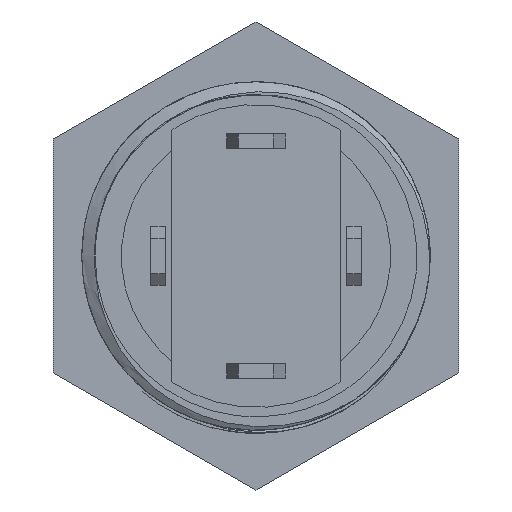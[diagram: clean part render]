
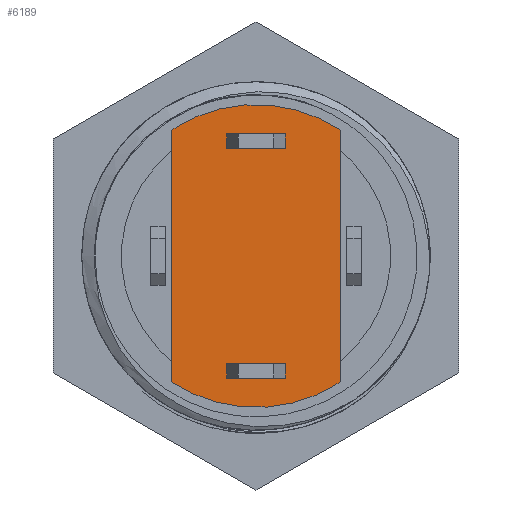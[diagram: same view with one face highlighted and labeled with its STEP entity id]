
A CAD part, front view. The second image highlights one B-rep face of the part: STEP entity #6189.
In plain terms, the highlighted free-form (B-spline) face has degree [1, 1] with [2, 2] control points.
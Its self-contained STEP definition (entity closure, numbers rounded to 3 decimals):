
#6014 = VERTEX_POINT('',#6015);
#6015 = CARTESIAN_POINT('',(-2.441,-17.494,
    -3.654));
#6020 = EDGE_CURVE('',#6021,#6014,#6023,.T.);
#6021 = VERTEX_POINT('',#6022);
#6022 = CARTESIAN_POINT('',(-2.441,-17.494,
    3.654));
#6023 = B_SPLINE_CURVE_WITH_KNOTS('',1,(#6024,#6025),.UNSPECIFIED.,.F.,
  .F.,(2,2),(0.872,9.478),.PIECEWISE_BEZIER_KNOTS.);
#6024 = CARTESIAN_POINT('',(-2.441,-17.494,
    3.654));
#6025 = CARTESIAN_POINT('',(-2.441,-17.494,
    -3.654));
#6112 = VERTEX_POINT('',#6113);
#6113 = CARTESIAN_POINT('',(2.441,-17.494,
    3.654));
#6118 = EDGE_CURVE('',#6119,#6112,#6121,.T.);
#6119 = VERTEX_POINT('',#6120);
#6120 = CARTESIAN_POINT('',(2.441,-17.494,
    -3.654));
#6121 = B_SPLINE_CURVE_WITH_KNOTS('',1,(#6122,#6123),.UNSPECIFIED.,.F.,
  .F.,(2,2),(0.872,9.478),.PIECEWISE_BEZIER_KNOTS.);
#6122 = CARTESIAN_POINT('',(2.441,-17.494,
    -3.654));
#6123 = CARTESIAN_POINT('',(2.441,-17.494,
    3.654));
#6152 = EDGE_CURVE('',#6112,#6021,#6153,.T.);
#6153 = ( BOUNDED_CURVE() B_SPLINE_CURVE(2,(#6154,#6155,#6156),
.UNSPECIFIED.,.F.,.F.) B_SPLINE_CURVE_WITH_KNOTS((3,3),(0.982,
2.16),.PIECEWISE_BEZIER_KNOTS.) CURVE() 
GEOMETRIC_REPRESENTATION_ITEM() RATIONAL_B_SPLINE_CURVE((1.,
0.831,1.)) REPRESENTATION_ITEM('') );
#6154 = CARTESIAN_POINT('',(2.441,-17.494,
    3.654));
#6155 = CARTESIAN_POINT('',(0.,-17.494,
    5.285));
#6156 = CARTESIAN_POINT('',(-2.441,-17.494,
    3.654));
#6176 = EDGE_CURVE('',#6014,#6119,#6177,.T.);
#6177 = ( BOUNDED_CURVE() B_SPLINE_CURVE(2,(#6178,#6179,#6180),
.UNSPECIFIED.,.F.,.F.) B_SPLINE_CURVE_WITH_KNOTS((3,3),(4.123,
5.301),.PIECEWISE_BEZIER_KNOTS.) CURVE() 
GEOMETRIC_REPRESENTATION_ITEM() RATIONAL_B_SPLINE_CURVE((1.,
0.831,1.)) REPRESENTATION_ITEM('') );
#6178 = CARTESIAN_POINT('',(-2.441,-17.494,
    -3.654));
#6179 = CARTESIAN_POINT('',(0.,-17.494,
    -5.285));
#6180 = CARTESIAN_POINT('',(2.441,-17.494,
    -3.654));
#6189 = ADVANCED_FACE('',(#6190),#6196,.T.);
#6190 = FACE_BOUND('',#6191,.T.);
#6191 = EDGE_LOOP('',(#6192,#6193,#6194,#6195));
#6192 = ORIENTED_EDGE('',*,*,#6176,.T.);
#6193 = ORIENTED_EDGE('',*,*,#6118,.T.);
#6194 = ORIENTED_EDGE('',*,*,#6152,.T.);
#6195 = ORIENTED_EDGE('',*,*,#6020,.T.);
#6196 = B_SPLINE_SURFACE_WITH_KNOTS('',1,1,(
    (#6197,#6198)
    ,(#6199,#6200
  )),.UNSPECIFIED.,.F.,.F.,.F.,(2,2),(2,2),(-2.875,2.875),(-5.175,5.175)
  ,.PIECEWISE_BEZIER_KNOTS.);
#6197 = CARTESIAN_POINT('',(-2.441,-17.494,
    -4.395));
#6198 = CARTESIAN_POINT('',(-2.441,-17.494,
    4.395));
#6199 = CARTESIAN_POINT('',(2.441,-17.494,
    -4.395));
#6200 = CARTESIAN_POINT('',(2.441,-17.494,
    4.395));
